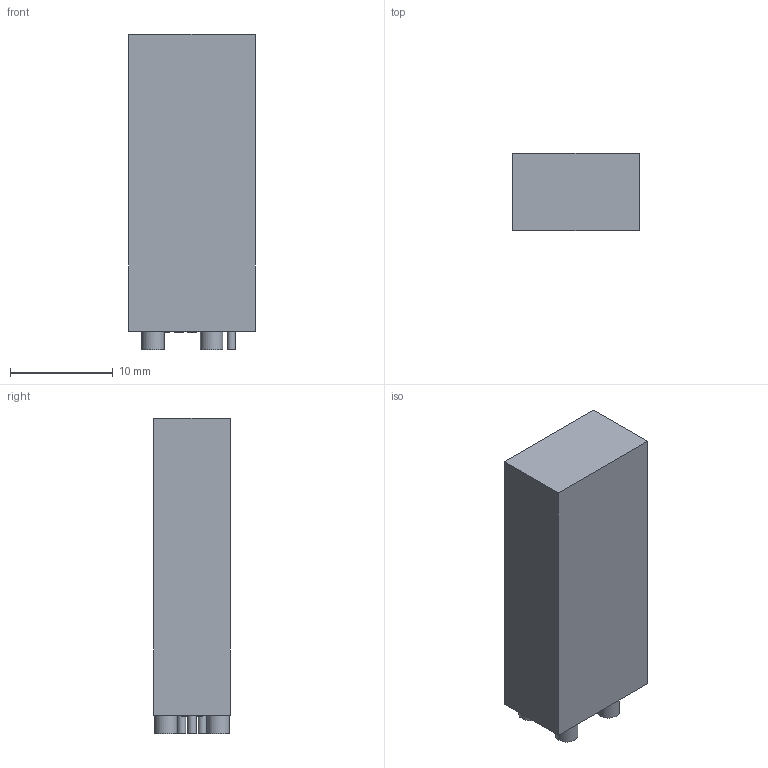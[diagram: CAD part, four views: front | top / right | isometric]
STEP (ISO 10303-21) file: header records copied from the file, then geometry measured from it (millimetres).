
FILE_DESCRIPTION(('FreeCAD Model'),'2;1');
FILE_NAME('1090914.1.5.stp','2022-12-15T08:31:39',( 'Author'),(''),'Open CASCADE STEP processor 6.9','FreeCAD','Unknown' );
FILE_SCHEMA(('AUTOMOTIVE_DESIGN { 1 0 10303 214 1 1 1 1 }'));
Length unit declared in the file: millimetre
Products named in the file (4): ASSEMBLY; Body; Pins; Lugs
Assembly tree (3 placements, depth 2):
  ASSEMBLY
    Body
    Pins
    Lugs
Bounding box: 12.34 x 7.45 x 30.71 mm (x, y, z)
Volume: 2689.6 mm3; surface area: 1436.1 mm2
Topology: 18 solids, 18 shells, 57 faces, 63 edges, 42 vertices
Faces by surface type: plane 40, cylinder 17
Full cylindrical faces by diameter (mm): 0.787 x10, 0.791 x3, 2.175 x4
Entity records: 2107 total; most frequent: DIRECTION 345, CARTESIAN_POINT 292, ORIENTED_EDGE 126, PCURVE 126, DEFINITIONAL_REPRESENTATION 126, LINE 121, VECTOR 121, AXIS2_PLACEMENT_3D 95
